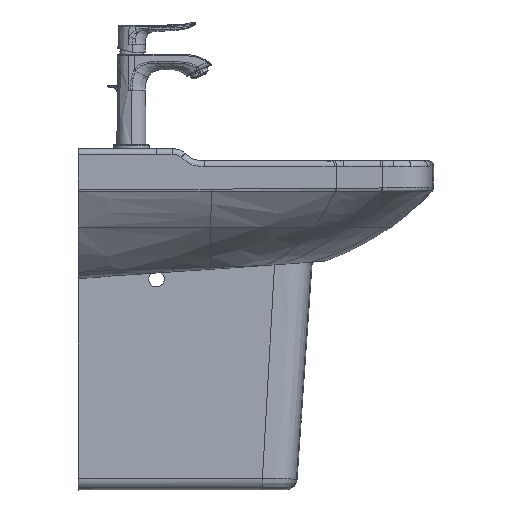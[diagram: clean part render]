
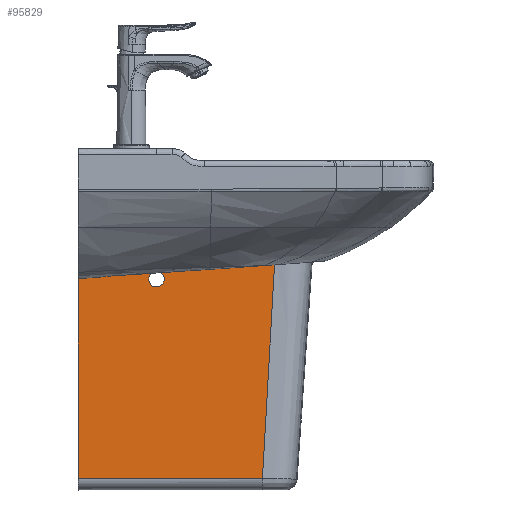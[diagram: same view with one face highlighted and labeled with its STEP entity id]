
A CAD part, front view. The second image highlights one B-rep face of the part: STEP entity #95829.
In plain terms, the highlighted planar face has unit normal (0.037, -0.999, -0.013).
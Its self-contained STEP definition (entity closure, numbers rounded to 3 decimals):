
#90396=CARTESIAN_POINT('',(235.68,-72.625,-285.196));
#90397=VERTEX_POINT('',#90396);
#90464=CARTESIAN_POINT('',(0.,-81.267,-285.196));
#90465=VERTEX_POINT('',#90464);
#90466=CARTESIAN_POINT('',(0.,-81.267,-285.196));
#90467=DIRECTION('',(0.999,0.037,0.));
#90468=VECTOR('',#90467,235.839);
#90469=LINE('',#90466,#90468);
#90470=EDGE_CURVE('',#90465,#90397,#90469,.T.);
#90564=CARTESIAN_POINT('',(251.831,-75.766,0.));
#90565=VERTEX_POINT('',#90564);
#90566=CARTESIAN_POINT('',(251.831,-75.766,0.));
#90567=DIRECTION('',(-0.057,0.011,-0.998));
#90568=VECTOR('',#90567,285.67);
#90569=LINE('',#90566,#90568);
#90570=EDGE_CURVE('',#90565,#90397,#90569,.T.);
#94361=CARTESIAN_POINT('',(0.,-85.,0.));
#94362=VERTEX_POINT('',#94361);
#94363=CARTESIAN_POINT('',(0.0,-81.267,-285.196));
#94364=DIRECTION('',(0.0,-0.013,1.));
#94365=VECTOR('',#94364,285.221);
#94366=LINE('',#94363,#94365);
#94367=EDGE_CURVE('',#90465,#94362,#94366,.T.);
#94393=CARTESIAN_POINT('',(251.831,-75.766,0.0));
#94394=DIRECTION('',(-0.999,-0.037,0.0));
#94395=VECTOR('',#94394,252.);
#94396=LINE('',#94393,#94395);
#94397=EDGE_CURVE('',#90565,#94362,#94396,.T.);
#95807=CARTESIAN_POINT('',(117.142,-78.741,-150.));
#95808=DIRECTION('',(0.037,-0.999,-0.013));
#95809=DIRECTION('',(0.0,0.013,-1.));
#95810=AXIS2_PLACEMENT_3D('',#95807,#95808,#95809);
#95811=PLANE('',#95810);
#95812=ORIENTED_EDGE('',*,*,#94367,.F.);
#95813=ORIENTED_EDGE('',*,*,#90470,.T.);
#95814=ORIENTED_EDGE('',*,*,#90570,.F.);
#95815=ORIENTED_EDGE('',*,*,#94397,.T.);
#95816=EDGE_LOOP('',(#95812,#95813,#95814,#95815));
#95817=FACE_OUTER_BOUND('',#95816,.T.);
#95818=CARTESIAN_POINT('',(90.0,-81.307,-30.0));
#95819=VERTEX_POINT('',#95818);
#95820=CARTESIAN_POINT('',(100.0,-80.94,-30.0));
#95821=DIRECTION('',(-0.037,0.999,0.013));
#95822=DIRECTION('',(-0.941,-0.039,0.336));
#95823=AXIS2_PLACEMENT_3D('',#95820,#95821,#95822);
#95824=ELLIPSE('',#95823,10.008,10.0);
#95825=EDGE_CURVE('',#95819,#95819,#95824,.T.);
#95826=ORIENTED_EDGE('',*,*,#95825,.T.);
#95827=EDGE_LOOP('',(#95826));
#95828=FACE_BOUND('',#95827,.T.);
#95829=ADVANCED_FACE('',(#95817,#95828),#95811,.T.);
